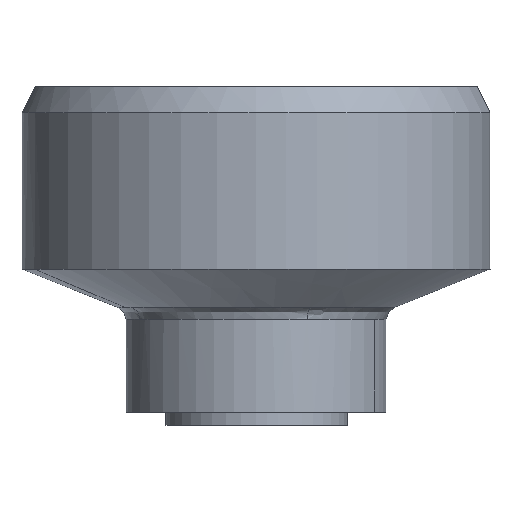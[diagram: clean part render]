
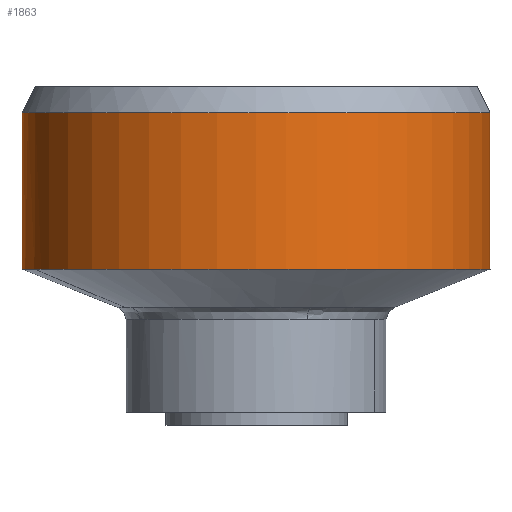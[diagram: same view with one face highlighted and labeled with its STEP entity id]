
A CAD part, left-side view. The second image highlights one B-rep face of the part: STEP entity #1863.
In plain terms, the highlighted free-form (B-spline) face has degree [2, 1] with [7, 2] control points.
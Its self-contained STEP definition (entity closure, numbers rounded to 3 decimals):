
#1493=CARTESIAN_POINT('',(-9.0,0.0,6.0));
#1494=VERTEX_POINT('',#1493);
#1495=CARTESIAN_POINT('',(-2.897,8.521,6.));
#1496=VERTEX_POINT('',#1495);
#1497=CARTESIAN_POINT('',(-9.0,0.0,6.0));
#1498=CARTESIAN_POINT('',(-9.0,6.446,6.));
#1499=CARTESIAN_POINT('',(-2.897,8.521,6.));
#1507=(BOUNDED_CURVE()B_SPLINE_CURVE(2,(#1497,#1498,#1499),.UNSPECIFIED.,.F.,.U.)B_SPLINE_CURVE_WITH_KNOTS((3,3),(0.0,0.195),.UNSPECIFIED.)CURVE()GEOMETRIC_REPRESENTATION_ITEM()RATIONAL_B_SPLINE_CURVE((1.0,0.771,0.9))REPRESENTATION_ITEM(''));
#1508=EDGE_CURVE('',#1494,#1496,#1507,.T.);
#1586=CARTESIAN_POINT('',(0.549,-8.983,6.0));
#1587=VERTEX_POINT('',#1586);
#1601=CARTESIAN_POINT('',(0.549,-8.983,6.));
#1602=CARTESIAN_POINT('',(0.275,-9.0,6.));
#1603=CARTESIAN_POINT('',(0.0,-9.0,6.0));
#1604=CARTESIAN_POINT('',(-9.0,-9.0,6.0));
#1605=CARTESIAN_POINT('',(-9.0,0.0,6.0));
#1613=(BOUNDED_CURVE()B_SPLINE_CURVE(2,(#1601,#1602,#1603,#1604,#1605),.UNSPECIFIED.,.F.,.U.)B_SPLINE_CURVE_WITH_KNOTS((3,2,3),(0.739,0.75,1.0),.UNSPECIFIED.)CURVE()GEOMETRIC_REPRESENTATION_ITEM()RATIONAL_B_SPLINE_CURVE((0.976,0.988,1.0,0.707,1.0))REPRESENTATION_ITEM(''));
#1614=EDGE_CURVE('',#1587,#1494,#1613,.T.);
#1641=CARTESIAN_POINT('',(8.425,3.165,6.));
#1642=VERTEX_POINT('',#1641);
#1643=CARTESIAN_POINT('',(-2.897,8.521,6.));
#1644=CARTESIAN_POINT('',(-1.488,9.0,6.));
#1645=CARTESIAN_POINT('',(0.0,9.0,6.0));
#1646=CARTESIAN_POINT('',(6.233,9.,6.));
#1647=CARTESIAN_POINT('',(8.425,3.165,6.));
#1655=(BOUNDED_CURVE()B_SPLINE_CURVE(2,(#1643,#1644,#1645,#1646,#1647),.UNSPECIFIED.,.F.,.U.)B_SPLINE_CURVE_WITH_KNOTS((3,2,3),(0.195,0.25,0.44),.UNSPECIFIED.)CURVE()GEOMETRIC_REPRESENTATION_ITEM()RATIONAL_B_SPLINE_CURVE((0.9,0.936,1.0,0.777,0.893))REPRESENTATION_ITEM(''));
#1656=EDGE_CURVE('',#1496,#1642,#1655,.T.);
#1739=CARTESIAN_POINT('',(8.425,3.165,12.0));
#1740=VERTEX_POINT('',#1739);
#1756=CARTESIAN_POINT('',(0.549,-8.983,12.));
#1757=VERTEX_POINT('',#1756);
#1771=CARTESIAN_POINT('',(0.549,-8.983,12.));
#1772=CARTESIAN_POINT('',(0.549,-8.983,6.0));
#1773=QUASI_UNIFORM_CURVE('',1,(#1771,#1772),.UNSPECIFIED.,.F.,.U.);
#1774=EDGE_CURVE('',#1757,#1587,#1773,.T.);
#1779=CARTESIAN_POINT('',(8.425,3.165,12.0));
#1780=CARTESIAN_POINT('',(8.425,3.165,6.));
#1781=QUASI_UNIFORM_CURVE('',1,(#1779,#1780),.UNSPECIFIED.,.F.,.U.);
#1782=EDGE_CURVE('',#1740,#1642,#1781,.T.);
#1787=CARTESIAN_POINT('',(0.549,-8.983,12.15));
#1788=CARTESIAN_POINT('',(-8.434,-9.533,12.15));
#1789=CARTESIAN_POINT('',(-8.983,-0.549,12.15));
#1790=CARTESIAN_POINT('',(-9.533,8.434,12.15));
#1791=CARTESIAN_POINT('',(-0.549,8.983,12.15));
#1792=CARTESIAN_POINT('',(6.087,9.389,12.15));
#1793=CARTESIAN_POINT('',(8.425,3.165,12.15));
#1794=CARTESIAN_POINT('',(0.549,-8.983,5.846));
#1795=CARTESIAN_POINT('',(-8.434,-9.533,5.846));
#1796=CARTESIAN_POINT('',(-8.983,-0.549,5.846));
#1797=CARTESIAN_POINT('',(-9.533,8.434,5.846));
#1798=CARTESIAN_POINT('',(-0.549,8.983,5.846));
#1799=CARTESIAN_POINT('',(6.087,9.389,5.846));
#1800=CARTESIAN_POINT('',(8.425,3.165,5.846));
#1808=(BOUNDED_SURFACE()B_SPLINE_SURFACE(2,1,((#1787,#1794),(#1788,#1795),(#1789,#1796),(#1790,#1797),(#1791,#1798),(#1792,#1799),(#1793,#1800)),.UNSPECIFIED.,.F.,.F.,.U.)B_SPLINE_SURFACE_WITH_KNOTS((3,2,2,3),(2,2),(0.0,14.912,29.823,41.753),(0.0,6.304),.UNSPECIFIED.)GEOMETRIC_REPRESENTATION_ITEM()RATIONAL_B_SPLINE_SURFACE(((1.0,1.0),(0.707,0.707),(1.0,1.0),(0.707,0.707),(1.0,1.0),(0.766,0.766),(0.906,0.906)))REPRESENTATION_ITEM('')SURFACE());
#1809=CARTESIAN_POINT('',(-1.062,8.937,12.));
#1810=VERTEX_POINT('',#1809);
#1811=CARTESIAN_POINT('',(-1.062,8.937,12.));
#1812=CARTESIAN_POINT('',(-0.533,9.0,12.));
#1813=CARTESIAN_POINT('',(0.0,9.0,12.0));
#1814=CARTESIAN_POINT('',(6.233,9.,12.));
#1815=CARTESIAN_POINT('',(8.425,3.165,12.));
#1823=(BOUNDED_CURVE()B_SPLINE_CURVE(2,(#1811,#1812,#1813,#1814,#1815),.UNSPECIFIED.,.F.,.U.)B_SPLINE_CURVE_WITH_KNOTS((3,2,3),(0.23,0.25,0.44),.UNSPECIFIED.)CURVE()GEOMETRIC_REPRESENTATION_ITEM()RATIONAL_B_SPLINE_CURVE((0.956,0.976,1.0,0.777,0.893))REPRESENTATION_ITEM(''));
#1824=EDGE_CURVE('',#1810,#1740,#1823,.T.);
#1825=ORIENTED_EDGE('',*,*,#1824,.T.);
#1826=ORIENTED_EDGE('',*,*,#1782,.T.);
#1827=ORIENTED_EDGE('',*,*,#1656,.F.);
#1828=ORIENTED_EDGE('',*,*,#1508,.F.);
#1829=ORIENTED_EDGE('',*,*,#1614,.F.);
#1830=ORIENTED_EDGE('',*,*,#1774,.F.);
#1831=CARTESIAN_POINT('',(-9.0,0.0,12.0));
#1832=VERTEX_POINT('',#1831);
#1833=CARTESIAN_POINT('',(0.549,-8.983,12.));
#1834=CARTESIAN_POINT('',(0.275,-9.0,12.));
#1835=CARTESIAN_POINT('',(0.0,-9.0,12.0));
#1836=CARTESIAN_POINT('',(-9.0,-9.0,12.0));
#1837=CARTESIAN_POINT('',(-9.0,0.0,12.0));
#1845=(BOUNDED_CURVE()B_SPLINE_CURVE(2,(#1833,#1834,#1835,#1836,#1837),.UNSPECIFIED.,.F.,.U.)B_SPLINE_CURVE_WITH_KNOTS((3,2,3),(0.739,0.75,1.0),.UNSPECIFIED.)CURVE()GEOMETRIC_REPRESENTATION_ITEM()RATIONAL_B_SPLINE_CURVE((0.976,0.988,1.0,0.707,1.0))REPRESENTATION_ITEM(''));
#1846=EDGE_CURVE('',#1757,#1832,#1845,.T.);
#1847=ORIENTED_EDGE('',*,*,#1846,.T.);
#1848=CARTESIAN_POINT('',(-9.0,0.0,12.0));
#1849=CARTESIAN_POINT('',(-9.0,7.994,12.0));
#1850=CARTESIAN_POINT('',(-1.062,8.937,12.));
#1858=(BOUNDED_CURVE()B_SPLINE_CURVE(2,(#1848,#1849,#1850),.UNSPECIFIED.,.F.,.U.)B_SPLINE_CURVE_WITH_KNOTS((3,3),(0.0,0.23),.UNSPECIFIED.)CURVE()GEOMETRIC_REPRESENTATION_ITEM()RATIONAL_B_SPLINE_CURVE((1.0,0.731,0.956))REPRESENTATION_ITEM(''));
#1859=EDGE_CURVE('',#1832,#1810,#1858,.T.);
#1860=ORIENTED_EDGE('',*,*,#1859,.T.);
#1861=EDGE_LOOP('',(#1825,#1826,#1827,#1828,#1829,#1830,#1847,#1860));
#1862=FACE_OUTER_BOUND('',#1861,.T.);
#1863=ADVANCED_FACE('',(#1862),#1808,.T.);
